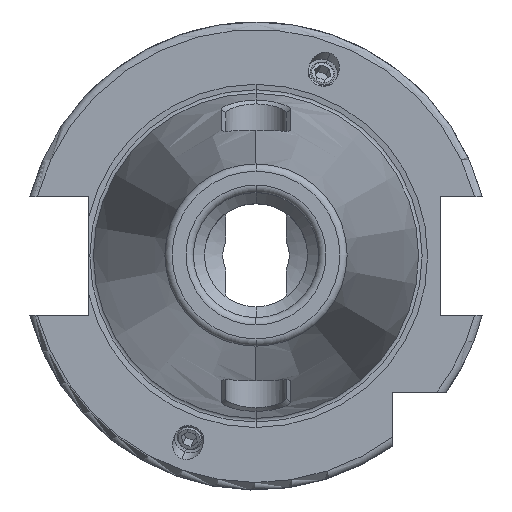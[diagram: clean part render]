
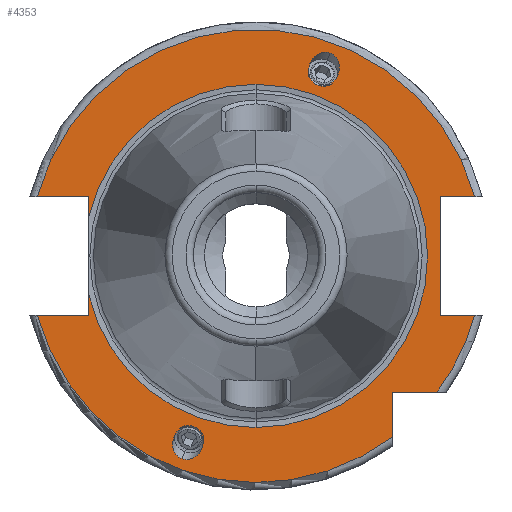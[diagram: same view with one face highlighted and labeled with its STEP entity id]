
A CAD part, top view. The second image highlights one B-rep face of the part: STEP entity #4353.
In plain terms, the highlighted planar face has unit normal (0, 0, 1).
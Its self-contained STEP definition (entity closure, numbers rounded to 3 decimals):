
#838=DIRECTION('',(1,0,0));
#839=VECTOR('',#838,7.004);
#840=CARTESIAN_POINT('',(-29.704,-8.05,18.1));
#841=LINE('',#840,#839);
#842=DIRECTION('',(0,1,0));
#843=VECTOR('',#842,2.753);
#844=CARTESIAN_POINT('',(-22.7,-8.05,18.1));
#845=LINE('',#844,#843);
#846=DIRECTION('',(0,1,0));
#847=VECTOR('',#846,2.753);
#848=CARTESIAN_POINT('',(-22.7,5.297,18.1));
#849=LINE('',#848,#847);
#850=DIRECTION('',(1,0,0));
#851=VECTOR('',#850,7.004);
#852=CARTESIAN_POINT('',(-29.704,8.05,18.1));
#853=LINE('',#852,#851);
#854=DIRECTION('',(-1,0,0));
#855=VECTOR('',#854,4.704);
#856=CARTESIAN_POINT('',(29.704,8.05,18.1));
#857=LINE('',#856,#855);
#858=DIRECTION('',(0,-1,0));
#859=VECTOR('',#858,16.1);
#860=CARTESIAN_POINT('',(25,8.05,18.1));
#861=LINE('',#860,#859);
#862=DIRECTION('',(-1,0,0));
#863=VECTOR('',#862,4.704);
#864=CARTESIAN_POINT('',(29.704,-8.05,18.1));
#865=LINE('',#864,#863);
#866=CARTESIAN_POINT('',(0,0,18.1));
#867=DIRECTION('',(0,0,1));
#868=DIRECTION('',(0.799,-0.601,0));
#869=AXIS2_PLACEMENT_3D('',#866,#867,#868);
#871=DIRECTION('',(-1,0,0));
#872=VECTOR('',#871,6.094);
#873=CARTESIAN_POINT('',(24.594,-18.5,18.1));
#874=LINE('',#873,#872);
#875=DIRECTION('',(0,1,0));
#876=VECTOR('',#875,6.094);
#877=CARTESIAN_POINT('',(18.5,-24.594,18.1));
#878=LINE('',#877,#876);
#879=CARTESIAN_POINT('',(10.029,27.553,18.1));
#880=CARTESIAN_POINT('',(9.802,27.636,18.1));
#881=CARTESIAN_POINT('',(9.277,27.722,18.1));
#882=CARTESIAN_POINT('',(8.41,27.471,18.1));
#883=CARTESIAN_POINT('',(7.807,26.959,18.1));
#884=CARTESIAN_POINT('',(7.472,26.46,18.1));
#885=CARTESIAN_POINT('',(7.298,26.077,18.1));
#886=CARTESIAN_POINT('',(7.185,25.671,18.1));
#887=CARTESIAN_POINT('',(7.121,25.073,18.1));
#888=CARTESIAN_POINT('',(7.254,24.294,18.1));
#889=CARTESIAN_POINT('',(7.757,23.544,18.1));
#890=CARTESIAN_POINT('',(8.213,23.273,18.1));
#891=CARTESIAN_POINT('',(8.44,23.19,18.1));
#893=CARTESIAN_POINT('',(8.44,23.19,18.1));
#894=CARTESIAN_POINT('',(8.667,23.107,18.1));
#895=CARTESIAN_POINT('',(9.192,23.022,18.1));
#896=CARTESIAN_POINT('',(10.059,23.273,18.1));
#897=CARTESIAN_POINT('',(10.662,23.784,18.1));
#898=CARTESIAN_POINT('',(10.997,24.284,18.1));
#899=CARTESIAN_POINT('',(11.171,24.667,18.1));
#900=CARTESIAN_POINT('',(11.284,25.072,18.1));
#901=CARTESIAN_POINT('',(11.348,25.67,18.1));
#902=CARTESIAN_POINT('',(11.216,26.45,18.1));
#903=CARTESIAN_POINT('',(10.712,27.199,18.1));
#904=CARTESIAN_POINT('',(10.256,27.471,18.1));
#905=CARTESIAN_POINT('',(10.029,27.553,18.1));
#907=CARTESIAN_POINT('',(-10.029,-27.553,18.1));
#908=CARTESIAN_POINT('',(-10.256,-27.471,18.1));
#909=CARTESIAN_POINT('',(-10.712,-27.199,18.1));
#910=CARTESIAN_POINT('',(-11.216,-26.45,18.1));
#911=CARTESIAN_POINT('',(-11.348,-25.67,18.1));
#912=CARTESIAN_POINT('',(-11.284,-25.072,18.1));
#913=CARTESIAN_POINT('',(-11.171,-24.667,18.1));
#914=CARTESIAN_POINT('',(-10.997,-24.284,18.1));
#915=CARTESIAN_POINT('',(-10.662,-23.784,18.1));
#916=CARTESIAN_POINT('',(-10.059,-23.273,18.1));
#917=CARTESIAN_POINT('',(-9.192,-23.022,18.1));
#918=CARTESIAN_POINT('',(-8.667,-23.107,18.1));
#919=CARTESIAN_POINT('',(-8.44,-23.19,18.1));
#921=CARTESIAN_POINT('',(-8.44,-23.19,18.1));
#922=CARTESIAN_POINT('',(-8.213,-23.273,18.1));
#923=CARTESIAN_POINT('',(-7.757,-23.544,18.1));
#924=CARTESIAN_POINT('',(-7.254,-24.294,18.1));
#925=CARTESIAN_POINT('',(-7.121,-25.073,18.1));
#926=CARTESIAN_POINT('',(-7.185,-25.671,18.1));
#927=CARTESIAN_POINT('',(-7.298,-26.077,18.1));
#928=CARTESIAN_POINT('',(-7.472,-26.46,18.1));
#929=CARTESIAN_POINT('',(-7.807,-26.959,18.1));
#930=CARTESIAN_POINT('',(-8.41,-27.471,18.1));
#931=CARTESIAN_POINT('',(-9.277,-27.722,18.1));
#932=CARTESIAN_POINT('',(-9.802,-27.636,18.1));
#933=CARTESIAN_POINT('',(-10.029,-27.553,18.1));
#943=CARTESIAN_POINT('',(0,0,18.1));
#944=DIRECTION('',(0,0,1));
#945=DIRECTION('',(0,1,0));
#946=AXIS2_PLACEMENT_3D('',#943,#944,#945);
#956=CARTESIAN_POINT('',(0,0,18.1));
#957=DIRECTION('',(0,0,1));
#958=DIRECTION('',(-0.974,-0.227,0));
#959=AXIS2_PLACEMENT_3D('',#956,#957,#958);
#961=CARTESIAN_POINT('',(0,0,18.1));
#962=DIRECTION('',(0,0,-1));
#963=DIRECTION('',(0,1,0));
#964=AXIS2_PLACEMENT_3D('',#961,#962,#963);
#1065=CARTESIAN_POINT('',(0,0,18.1));
#1066=DIRECTION('',(0,0,1));
#1067=DIRECTION('',(0.965,0.262,0));
#1068=AXIS2_PLACEMENT_3D('',#1065,#1066,#1067);
#1116=CARTESIAN_POINT('',(0,0,18.1));
#1117=DIRECTION('',(0,0,1));
#1118=DIRECTION('',(-0.965,-0.262,0));
#1119=AXIS2_PLACEMENT_3D('',#1116,#1117,#1118);
#3020=CARTESIAN_POINT('',(-29.704,-8.05,18.1));
#3021=CARTESIAN_POINT('',(-22.7,-8.05,18.1));
#3022=VERTEX_POINT('',#3020);
#3023=VERTEX_POINT('',#3021);
#3024=CARTESIAN_POINT('',(-22.7,-5.297,18.1));
#3025=VERTEX_POINT('',#3024);
#3026=CARTESIAN_POINT('',(-22.7,5.297,18.1));
#3027=CARTESIAN_POINT('',(-22.7,8.05,18.1));
#3028=VERTEX_POINT('',#3026);
#3029=VERTEX_POINT('',#3027);
#3030=CARTESIAN_POINT('',(-29.704,8.05,18.1));
#3031=VERTEX_POINT('',#3030);
#3032=CARTESIAN_POINT('',(25,8.05,18.1));
#3033=CARTESIAN_POINT('',(25,-8.05,18.1));
#3034=VERTEX_POINT('',#3032);
#3035=VERTEX_POINT('',#3033);
#3036=CARTESIAN_POINT('',(29.704,-8.05,18.1));
#3037=VERTEX_POINT('',#3036);
#3038=CARTESIAN_POINT('',(29.704,8.05,18.1));
#3039=VERTEX_POINT('',#3038);
#3040=CARTESIAN_POINT('',(18.5,-24.594,18.1));
#3041=CARTESIAN_POINT('',(18.5,-18.5,18.1));
#3042=VERTEX_POINT('',#3040);
#3043=VERTEX_POINT('',#3041);
#3044=CARTESIAN_POINT('',(24.594,-18.5,18.1));
#3045=VERTEX_POINT('',#3044);
#3094=VERTEX_POINT('',#879);
#3095=VERTEX_POINT('',#891);
#3139=CARTESIAN_POINT('',(-10.029,-27.553,18.1));
#3141=VERTEX_POINT('',#3139);
#3142=CARTESIAN_POINT('',(-8.44,-23.19,18.1));
#3143=VERTEX_POINT('',#3142);
#3184=CARTESIAN_POINT('',(0,23.31,18.1));
#3185=VERTEX_POINT('',#3184);
#3186=CARTESIAN_POINT('',(0,-23.31,18.1));
#3187=VERTEX_POINT('',#3186);
#4308=CARTESIAN_POINT('',(0,0,18.1));
#4309=DIRECTION('',(0,0,-1));
#4310=DIRECTION('',(0,-1,0));
#4311=AXIS2_PLACEMENT_3D('',#4308,#4309,#4310);
#4312=PLANE('',#4311);
#4313=ORIENTED_EDGE('',*,*,#4273,.T.);
#4314=ORIENTED_EDGE('',*,*,#4182,.T.);
#4316=ORIENTED_EDGE('',*,*,#4315,.T.);
#4318=ORIENTED_EDGE('',*,*,#4317,.F.);
#4320=ORIENTED_EDGE('',*,*,#4319,.T.);
#4321=ORIENTED_EDGE('',*,*,#4178,.T.);
#4322=ORIENTED_EDGE('',*,*,#4232,.F.);
#4324=ORIENTED_EDGE('',*,*,#4323,.F.);
#4326=ORIENTED_EDGE('',*,*,#4325,.T.);
#4328=ORIENTED_EDGE('',*,*,#4327,.T.);
#4330=ORIENTED_EDGE('',*,*,#4329,.F.);
#4332=ORIENTED_EDGE('',*,*,#4331,.F.);
#4334=ORIENTED_EDGE('',*,*,#4333,.T.);
#4336=ORIENTED_EDGE('',*,*,#4335,.F.);
#4338=ORIENTED_EDGE('',*,*,#4337,.F.);
#4339=EDGE_LOOP('',(#4313,#4314,#4316,#4318,#4320,#4321,#4322,#4324,#4326,#4328,
#4330,#4332,#4334,#4336,#4338));
#4340=FACE_OUTER_BOUND('',#4339,.F.);
#4342=ORIENTED_EDGE('',*,*,#4341,.T.);
#4344=ORIENTED_EDGE('',*,*,#4343,.T.);
#4345=EDGE_LOOP('',(#4342,#4344));
#4346=FACE_BOUND('',#4345,.F.);
#4348=ORIENTED_EDGE('',*,*,#4347,.F.);
#4350=ORIENTED_EDGE('',*,*,#4349,.F.);
#4351=EDGE_LOOP('',(#4348,#4350));
#4352=FACE_BOUND('',#4351,.F.);
#4353=ADVANCED_FACE('',(#4340,#4346,#4352),#4312,.F.);
#870=CIRCLE('',#869,30.775);
#892=B_SPLINE_CURVE_WITH_KNOTS('',3,(#879,#880,#881,#882,#883,#884,#885,#886,
#887,#888,#889,#890,#891),.UNSPECIFIED.,.F.,.F.,(4,1,1,1,1,1,1,1,1,1,4),(0,
0.125,0.25,0.375,0.438,0.5,0.563,0.625,0.75,0.875,1),
.UNSPECIFIED.);
#906=B_SPLINE_CURVE_WITH_KNOTS('',3,(#893,#894,#895,#896,#897,#898,#899,#900,
#901,#902,#903,#904,#905),.UNSPECIFIED.,.F.,.F.,(4,1,1,1,1,1,1,1,1,1,4),(0,
0.125,0.25,0.375,0.438,0.5,0.563,0.625,0.75,0.875,1),
.UNSPECIFIED.);
#920=B_SPLINE_CURVE_WITH_KNOTS('',3,(#907,#908,#909,#910,#911,#912,#913,#914,
#915,#916,#917,#918,#919),.UNSPECIFIED.,.F.,.F.,(4,1,1,1,1,1,1,1,1,1,4),(0,
0.125,0.25,0.375,0.438,0.5,0.563,0.625,0.75,0.875,1),
.UNSPECIFIED.);
#934=B_SPLINE_CURVE_WITH_KNOTS('',3,(#921,#922,#923,#924,#925,#926,#927,#928,
#929,#930,#931,#932,#933),.UNSPECIFIED.,.F.,.F.,(4,1,1,1,1,1,1,1,1,1,4),(0,
0.125,0.25,0.375,0.438,0.5,0.563,0.625,0.75,0.875,1),
.UNSPECIFIED.);
#947=CIRCLE('',#946,23.31);
#960=CIRCLE('',#959,23.31);
#965=CIRCLE('',#964,23.31);
#1069=CIRCLE('',#1068,30.775);
#1120=CIRCLE('',#1119,30.775);
#4178=EDGE_CURVE('',#3028,#3029,#849,.T.);
#4182=EDGE_CURVE('',#3023,#3025,#845,.T.);
#4232=EDGE_CURVE('',#3031,#3029,#853,.T.);
#4273=EDGE_CURVE('',#3022,#3023,#841,.T.);
#4315=EDGE_CURVE('',#3025,#3187,#960,.T.);
#4317=EDGE_CURVE('',#3185,#3187,#965,.T.);
#4319=EDGE_CURVE('',#3185,#3028,#947,.T.);
#4323=EDGE_CURVE('',#3039,#3031,#1069,.T.);
#4325=EDGE_CURVE('',#3039,#3034,#857,.T.);
#4327=EDGE_CURVE('',#3034,#3035,#861,.T.);
#4329=EDGE_CURVE('',#3037,#3035,#865,.T.);
#4331=EDGE_CURVE('',#3045,#3037,#870,.T.);
#4333=EDGE_CURVE('',#3045,#3043,#874,.T.);
#4335=EDGE_CURVE('',#3042,#3043,#878,.T.);
#4337=EDGE_CURVE('',#3022,#3042,#1120,.T.);
#4341=EDGE_CURVE('',#3094,#3095,#892,.T.);
#4343=EDGE_CURVE('',#3095,#3094,#906,.T.);
#4347=EDGE_CURVE('',#3141,#3143,#920,.T.);
#4349=EDGE_CURVE('',#3143,#3141,#934,.T.);
